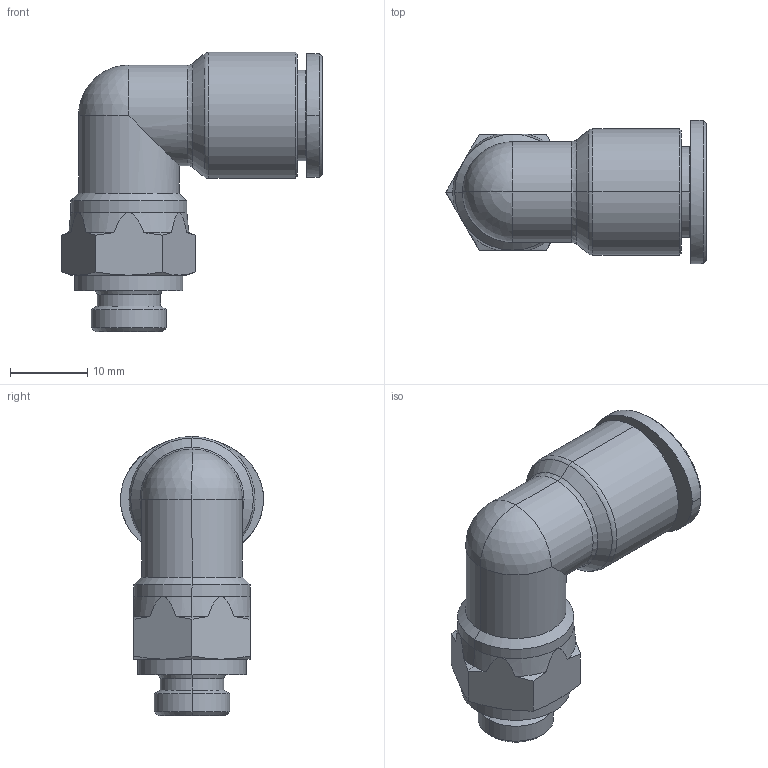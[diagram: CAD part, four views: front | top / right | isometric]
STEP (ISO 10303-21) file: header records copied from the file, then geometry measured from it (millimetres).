
FILE_DESCRIPTION((''),'2;1');
FILE_NAME('GPL 10G01(L)(3D).stp','2012-12-21T09:57:53',(''),(''),'Mechanical Desktop.R8.0.24.0','Mechanical Desktop.R8.0.24.0',', , ');
FILE_SCHEMA(('CONFIG_CONTROL_DESIGN'));
Length unit declared in the file: millimetre
Products named in the file (2): GPL 10G01(L)(3D); 睡ヶ1
Assembly tree (1 placements, depth 2):
  GPL 10G01(L)(3D)
    睡ヶ1
Bounding box: 33.66 x 18.5 x 36.1 mm (x, y, z)
Volume: 6424.9 mm3; surface area: 3846.1 mm2
Topology: 1 solids, 1 shells, 469 faces, 1302 edges, 849 vertices
Faces by surface type: plane 390, cone 44, cylinder 21, bspline 10, sphere 2, torus 2
Entity records: 15192 total; most frequent: CARTESIAN_POINT 3201, ORIENTED_EDGE 2596, DIRECTION 2261, EDGE_CURVE 1298, VECTOR 1155, LINE 1155, VERTEX_POINT 849, AXIS2_PLACEMENT_3D 553
